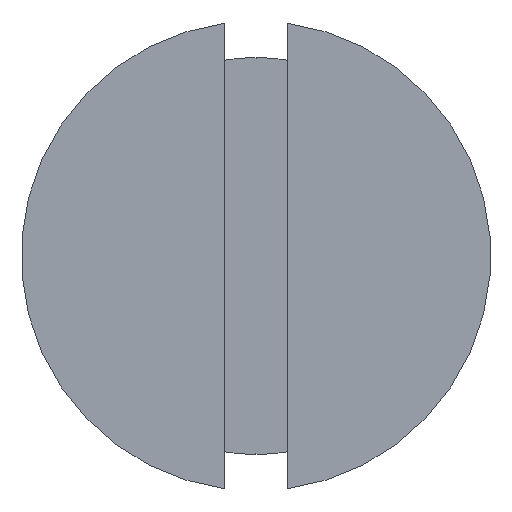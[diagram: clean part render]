
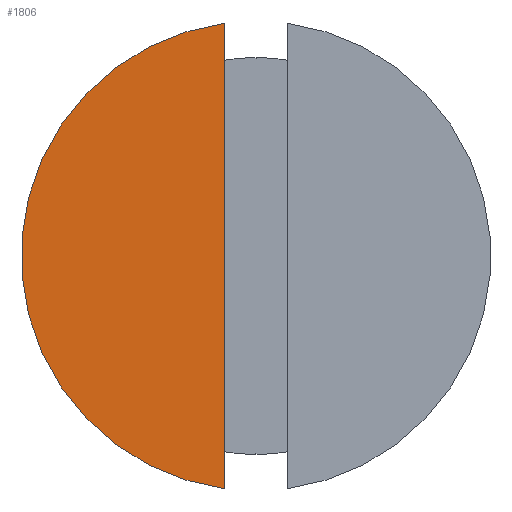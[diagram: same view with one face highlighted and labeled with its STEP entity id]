
A CAD part, left-side view. The second image highlights one B-rep face of the part: STEP entity #1806.
In plain terms, the highlighted planar face has unit normal (-1, 0, 0).
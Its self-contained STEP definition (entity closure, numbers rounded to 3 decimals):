
#92 = EDGE_CURVE ( 'NONE', #977, #1635, #510, .T. ) ;
#110 = AXIS2_PLACEMENT_3D ( 'NONE', #811, #467, #1794 ) ;
#163 = EDGE_CURVE ( 'NONE', #977, #1635, #917, .T. ) ;
#347 = CARTESIAN_POINT ( 'NONE',  ( 0., 0., 0. ) ) ;
#390 = DIRECTION ( 'NONE',  ( -1., 0., 0. ) ) ;
#467 = DIRECTION ( 'NONE',  ( -1., 0., 0. ) ) ;
#510 = CIRCLE ( 'NONE', #1185, 2.25 ) ;
#534 = DIRECTION ( 'NONE',  ( 0., 0., 1. ) ) ;
#811 = CARTESIAN_POINT ( 'NONE',  ( 0., 0., 0. ) ) ;
#917 = LINE ( 'NONE', #2459, #1709 ) ;
#923 = EDGE_LOOP ( 'NONE', ( #1590, #1363 ) ) ;
#977 = VERTEX_POINT ( 'NONE', #1578 ) ;
#1185 = AXIS2_PLACEMENT_3D ( 'NONE', #347, #390, #534 ) ;
#1363 = ORIENTED_EDGE ( 'NONE', *, *, #92, .T. ) ;
#1504 = DIRECTION ( 'NONE',  ( 0., 0., -1. ) ) ;
#1578 = CARTESIAN_POINT ( 'NONE',  ( 0., 0.3, 2.23 ) ) ;
#1590 = ORIENTED_EDGE ( 'NONE', *, *, #163, .F. ) ;
#1609 = FACE_OUTER_BOUND ( 'NONE', #923, .T. ) ;
#1635 = VERTEX_POINT ( 'NONE', #1712 ) ;
#1709 = VECTOR ( 'NONE', #1504, 1000. ) ;
#1712 = CARTESIAN_POINT ( 'NONE',  ( 0., 0.3, -2.23 ) ) ;
#1794 = DIRECTION ( 'NONE',  ( 0., 0., 1. ) ) ;
#1806 = ADVANCED_FACE ( 'NONE', ( #1609 ), #1958, .T. ) ;
#1958 = PLANE ( 'NONE',  #110 ) ;
#2459 = CARTESIAN_POINT ( 'NONE',  ( 0., 0.3, 2.25 ) ) ;
